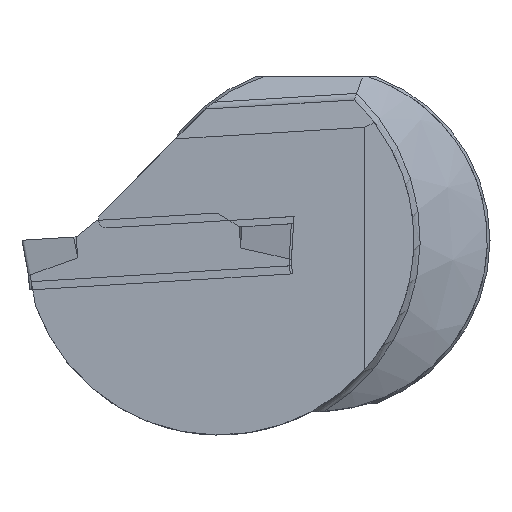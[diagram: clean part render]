
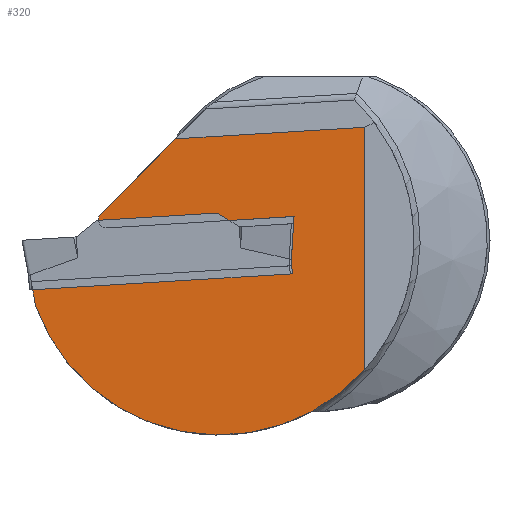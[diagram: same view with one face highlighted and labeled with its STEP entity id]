
A CAD part, left-side view. The second image highlights one B-rep face of the part: STEP entity #320.
In plain terms, the highlighted planar face has unit normal (-1, 0, 0).
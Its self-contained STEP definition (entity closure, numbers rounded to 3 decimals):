
#276=PLANE('',#1323);
#320=ADVANCED_FACE('',(#393),#276,.T.);
#393=FACE_OUTER_BOUND('',#451,.T.);
#451=EDGE_LOOP('',(#755,#756,#757,#758,#759,#760,#761,#762,#763));
#552=LINE('',#1812,#645);
#553=LINE('',#1815,#646);
#554=LINE('',#1819,#647);
#555=LINE('',#1821,#648);
#556=LINE('',#1823,#649);
#557=LINE('',#1827,#650);
#558=LINE('',#1829,#651);
#645=VECTOR('',#1441,1.);
#646=VECTOR('',#1442,1.);
#647=VECTOR('',#1445,1.);
#648=VECTOR('',#1446,1.);
#649=VECTOR('',#1447,1.);
#650=VECTOR('',#1450,1.);
#651=VECTOR('',#1451,1.);
#755=ORIENTED_EDGE('',*,*,#1155,.T.);
#756=ORIENTED_EDGE('',*,*,#1156,.F.);
#757=ORIENTED_EDGE('',*,*,#1157,.F.);
#758=ORIENTED_EDGE('',*,*,#1158,.F.);
#759=ORIENTED_EDGE('',*,*,#1159,.F.);
#760=ORIENTED_EDGE('',*,*,#1160,.F.);
#761=ORIENTED_EDGE('',*,*,#1161,.T.);
#762=ORIENTED_EDGE('',*,*,#1162,.T.);
#763=ORIENTED_EDGE('',*,*,#1163,.T.);
#1055=VERTEX_POINT('',#1813);
#1056=VERTEX_POINT('',#1814);
#1057=VERTEX_POINT('',#1816);
#1058=VERTEX_POINT('',#1818);
#1059=VERTEX_POINT('',#1820);
#1060=VERTEX_POINT('',#1822);
#1061=VERTEX_POINT('',#1824);
#1062=VERTEX_POINT('',#1826);
#1063=VERTEX_POINT('',#1828);
#1155=EDGE_CURVE('',#1055,#1056,#552,.T.);
#1156=EDGE_CURVE('',#1057,#1056,#553,.T.);
#1157=EDGE_CURVE('',#1058,#1057,#1292,.T.);
#1158=EDGE_CURVE('',#1059,#1058,#554,.T.);
#1159=EDGE_CURVE('',#1060,#1059,#555,.T.);
#1160=EDGE_CURVE('',#1061,#1060,#556,.T.);
#1161=EDGE_CURVE('',#1061,#1062,#1293,.T.);
#1162=EDGE_CURVE('',#1062,#1063,#557,.T.);
#1163=EDGE_CURVE('',#1063,#1055,#558,.T.);
#1292=CIRCLE('',#1321,17.9);
#1293=CIRCLE('',#1322,0.8);
#1321=AXIS2_PLACEMENT_3D('',#1817,#1443,#1444);
#1322=AXIS2_PLACEMENT_3D('',#1825,#1448,#1449);
#1323=AXIS2_PLACEMENT_3D('',#1830,#1452,#1453);
#1441=DIRECTION('',(0.,0.998,-0.061));
#1442=DIRECTION('',(0.,0.182,0.983));
#1443=DIRECTION('',(1.,0.,0.));
#1444=DIRECTION('',(0.,0.,1.));
#1445=DIRECTION('',(0.,0.,-1.));
#1446=DIRECTION('',(0.,-0.998,0.061));
#1447=DIRECTION('',(0.,-0.707,0.707));
#1448=DIRECTION('',(-1.,0.,0.));
#1449=DIRECTION('',(0.,0.,1.));
#1450=DIRECTION('',(0.,-0.998,0.061));
#1451=DIRECTION('',(0.,0.061,-0.998));
#1452=DIRECTION('',(-1.,0.,0.));
#1453=DIRECTION('',(0.,0.,1.));
#1812=CARTESIAN_POINT('',(0.5,-0.134,-2.198));
#1813=CARTESIAN_POINT('',(0.5,2.283,-2.345));
#1814=CARTESIAN_POINT('',(0.5,26.158,-3.806));
#1815=CARTESIAN_POINT('',(0.5,25.971,-4.814));
#1816=CARTESIAN_POINT('',(0.5,25.738,-6.075));
#1817=CARTESIAN_POINT('',(0.5,8.9,0.));
#1818=CARTESIAN_POINT('',(0.5,-4.5,-11.868));
#1819=CARTESIAN_POINT('',(0.5,-4.5,0.));
#1820=CARTESIAN_POINT('',(0.5,-4.5,10.378));
#1821=CARTESIAN_POINT('',(0.5,0.616,10.065));
#1822=CARTESIAN_POINT('',(0.5,12.863,9.316));
#1823=CARTESIAN_POINT('',(0.5,11.09,11.09));
#1824=CARTESIAN_POINT('',(0.5,19.915,2.264));
#1825=CARTESIAN_POINT('',(0.5,19.188,1.931));
#1826=CARTESIAN_POINT('',(0.5,19.139,1.132));
#1827=CARTESIAN_POINT('',(0.5,0.14,2.294));
#1828=CARTESIAN_POINT('',(0.5,2.007,2.18));
#1829=CARTESIAN_POINT('',(0.5,2.132,0.13));
#1830=CARTESIAN_POINT('',(0.5,0.,0.));
